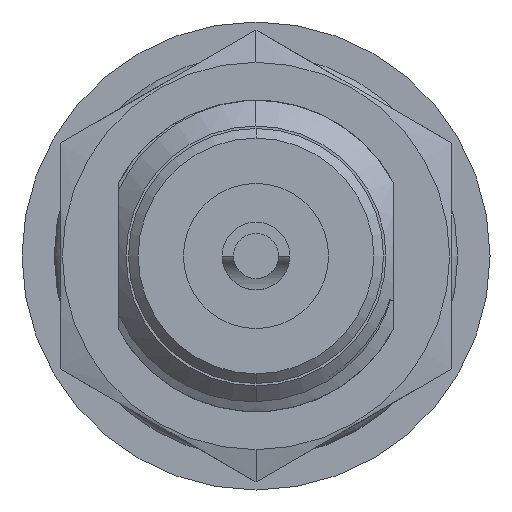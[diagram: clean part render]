
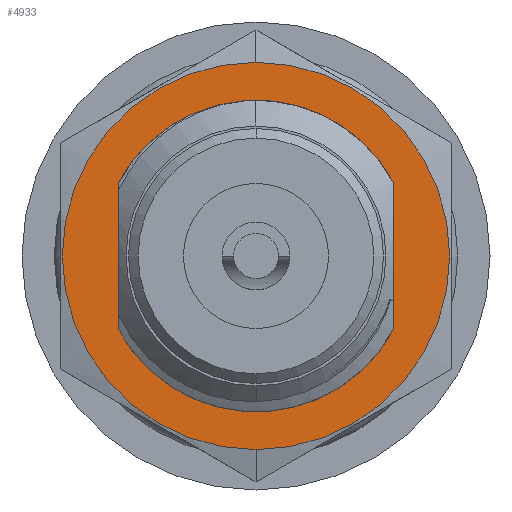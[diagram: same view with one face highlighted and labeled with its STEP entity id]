
A CAD part, front view. The second image highlights one B-rep face of the part: STEP entity #4933.
In plain terms, the highlighted planar face has unit normal (0, -1, 0).
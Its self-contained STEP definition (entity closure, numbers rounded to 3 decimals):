
#294=CARTESIAN_POINT('',(4.25,-6.15,-1.113));
#295=CARTESIAN_POINT('',(4.202,-6.15,-1.36));
#296=CARTESIAN_POINT('',(4.063,-6.15,-1.842));
#297=CARTESIAN_POINT('',(3.733,-6.15,-2.53));
#298=CARTESIAN_POINT('',(3.277,-6.15,-3.168));
#299=CARTESIAN_POINT('',(2.709,-6.15,-3.723));
#300=CARTESIAN_POINT('',(2.087,-6.15,-4.151));
#301=CARTESIAN_POINT('',(1.442,-6.15,-4.46));
#302=CARTESIAN_POINT('',(0.785,-6.15,-4.66));
#303=CARTESIAN_POINT('',(0.125,-6.15,-4.762));
#304=CARTESIAN_POINT('',(-0.543,-6.15,-4.772));
#305=CARTESIAN_POINT('',(-0.981,-6.15,-4.716));
#306=CARTESIAN_POINT('',(-1.2,-6.15,-4.673));
#320=CARTESIAN_POINT('',(-3.904,-6.15,2.836));
#321=CARTESIAN_POINT('',(-3.734,-6.15,3.044));
#322=CARTESIAN_POINT('',(-3.366,-6.15,3.423));
#323=CARTESIAN_POINT('',(-2.733,-6.15,3.892));
#324=CARTESIAN_POINT('',(-2.03,-6.15,4.25));
#325=CARTESIAN_POINT('',(-1.292,-6.15,4.482));
#326=CARTESIAN_POINT('',(-0.52,-6.15,4.589));
#327=CARTESIAN_POINT('',(0.246,-6.15,4.565));
#328=CARTESIAN_POINT('',(0.992,-6.15,4.416));
#329=CARTESIAN_POINT('',(1.703,-6.15,4.142));
#330=CARTESIAN_POINT('',(2.345,-6.15,3.761));
#331=CARTESIAN_POINT('',(2.722,-6.15,3.441));
#332=CARTESIAN_POINT('',(2.899,-6.15,3.264));
#334=DIRECTION('',(0.,0.,-1.));
#335=VECTOR('',#334,2.108);
#336=CARTESIAN_POINT('',(4.25,-6.15,0.995));
#337=LINE('',#336,#335);
#571=CARTESIAN_POINT('',(0.,-6.15,0.));
#572=DIRECTION('',(0.,1.,0.));
#573=DIRECTION('',(0.,0.,-1.));
#574=AXIS2_PLACEMENT_3D('',#571,#572,#573);
#576=CARTESIAN_POINT('',(0.,-6.15,0.));
#577=DIRECTION('',(0.,1.,0.));
#578=DIRECTION('',(0.,0.,1.));
#579=AXIS2_PLACEMENT_3D('',#576,#577,#578);
#1037=CARTESIAN_POINT('',(0.,-6.15,0.));
#1038=DIRECTION('',(0.,1.,0.));
#1039=DIRECTION('',(-0.249,0.,-0.969));
#1040=AXIS2_PLACEMENT_3D('',#1037,#1038,#1039);
#1117=CARTESIAN_POINT('',(0.,-6.15,0.));
#1118=DIRECTION('',(0.,1.,0.));
#1119=DIRECTION('',(-0.881,0.,0.473));
#1120=AXIS2_PLACEMENT_3D('',#1117,#1118,#1119);
#1251=DIRECTION('',(0.,0.,1.));
#1252=VECTOR('',#1251,4.569);
#1253=CARTESIAN_POINT('',(-4.25,-6.15,-2.284));
#1254=LINE('',#1253,#1252);
#1541=CARTESIAN_POINT('',(2.899,-6.15,3.264));
#1542=CARTESIAN_POINT('',(3.069,-6.15,3.113));
#1543=CARTESIAN_POINT('',(3.38,-6.15,2.789));
#1544=CARTESIAN_POINT('',(3.765,-6.15,2.242));
#1545=CARTESIAN_POINT('',(4.066,-6.15,1.635));
#1546=CARTESIAN_POINT('',(4.199,-6.15,1.213));
#1547=CARTESIAN_POINT('',(4.25,-6.15,0.995));
#2823=CARTESIAN_POINT('',(-1.2,-6.15,-4.673));
#2824=CARTESIAN_POINT('',(-4.25,-6.15,-2.284));
#2825=VERTEX_POINT('',#2823);
#2826=VERTEX_POINT('',#2824);
#2831=CARTESIAN_POINT('',(0.,-6.15,-6.));
#2832=CARTESIAN_POINT('',(0.,-6.15,6.));
#2833=VERTEX_POINT('',#2831);
#2834=VERTEX_POINT('',#2832);
#2863=CARTESIAN_POINT('',(-4.25,-6.15,2.284));
#2864=CARTESIAN_POINT('',(-3.904,-6.15,2.836));
#2865=VERTEX_POINT('',#2863);
#2866=VERTEX_POINT('',#2864);
#2869=CARTESIAN_POINT('',(4.25,-6.15,0.995));
#2870=CARTESIAN_POINT('',(4.25,-6.15,-1.113));
#2871=VERTEX_POINT('',#2869);
#2872=VERTEX_POINT('',#2870);
#3151=VERTEX_POINT('',#332);
#4909=CARTESIAN_POINT('',(0.,-6.15,0.));
#4910=DIRECTION('',(0.,1.,0.));
#4911=DIRECTION('',(0.,0.,-1.));
#4912=AXIS2_PLACEMENT_3D('',#4909,#4910,#4911);
#4913=PLANE('',#4912);
#4915=ORIENTED_EDGE('',*,*,#4914,.T.);
#4917=ORIENTED_EDGE('',*,*,#4916,.T.);
#4918=EDGE_LOOP('',(#4915,#4917));
#4919=FACE_OUTER_BOUND('',#4918,.F.);
#4921=ORIENTED_EDGE('',*,*,#4920,.F.);
#4922=ORIENTED_EDGE('',*,*,#4156,.F.);
#4923=ORIENTED_EDGE('',*,*,#4796,.F.);
#4925=ORIENTED_EDGE('',*,*,#4924,.F.);
#4926=ORIENTED_EDGE('',*,*,#4780,.F.);
#4928=ORIENTED_EDGE('',*,*,#4927,.F.);
#4930=ORIENTED_EDGE('',*,*,#4929,.F.);
#4931=EDGE_LOOP('',(#4921,#4922,#4923,#4925,#4926,#4928,#4930));
#4932=FACE_BOUND('',#4931,.F.);
#307=B_SPLINE_CURVE_WITH_KNOTS('',3,(#294,#295,#296,#297,#298,#299,#300,#301,
#302,#303,#304,#305,#306),.UNSPECIFIED.,.F.,.F.,(4,1,1,1,1,1,1,1,1,1,4),(0.,
0.1,0.2,0.3,0.4,0.5,0.6,0.7,0.8,0.9,1.),.UNSPECIFIED.);
#333=B_SPLINE_CURVE_WITH_KNOTS('',3,(#320,#321,#322,#323,#324,#325,#326,#327,
#328,#329,#330,#331,#332),.UNSPECIFIED.,.F.,.F.,(4,1,1,1,1,1,1,1,1,1,4),(0.,
0.1,0.2,0.3,0.4,0.5,0.6,0.7,0.8,0.9,1.),.UNSPECIFIED.);
#575=CIRCLE('',#574,6.);
#580=CIRCLE('',#579,6.);
#1041=CIRCLE('',#1040,4.825);
#1121=CIRCLE('',#1120,4.825);
#1548=B_SPLINE_CURVE_WITH_KNOTS('',3,(#1541,#1542,#1543,#1544,#1545,#1546,
#1547),.UNSPECIFIED.,.F.,.F.,(4,1,1,1,4),(0.,0.25,0.5,0.75,1.),
.UNSPECIFIED.);
#4156=EDGE_CURVE('',#2872,#2825,#307,.T.);
#4780=EDGE_CURVE('',#2866,#3151,#333,.T.);
#4796=EDGE_CURVE('',#2871,#2872,#337,.T.);
#4914=EDGE_CURVE('',#2833,#2834,#575,.T.);
#4916=EDGE_CURVE('',#2834,#2833,#580,.T.);
#4920=EDGE_CURVE('',#2825,#2826,#1041,.T.);
#4924=EDGE_CURVE('',#3151,#2871,#1548,.T.);
#4927=EDGE_CURVE('',#2865,#2866,#1121,.T.);
#4929=EDGE_CURVE('',#2826,#2865,#1254,.T.);
#4933=ADVANCED_FACE('',(#4919,#4932),#4913,.F.);
